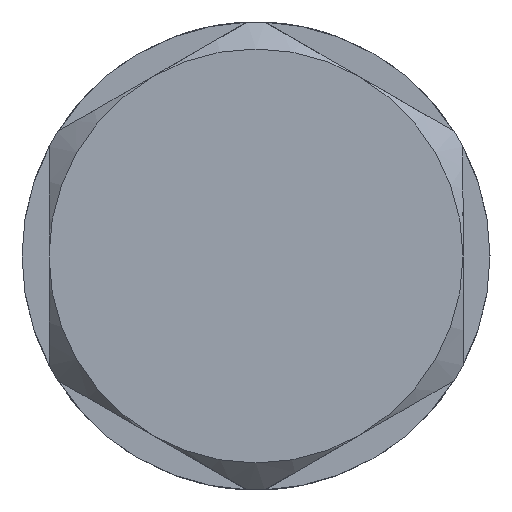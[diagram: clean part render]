
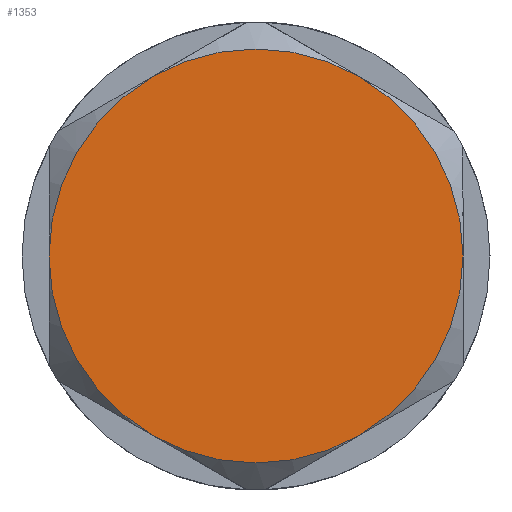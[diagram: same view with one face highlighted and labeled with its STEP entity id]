
A CAD part, left-side view. The second image highlights one B-rep face of the part: STEP entity #1353.
In plain terms, the highlighted face is planar.
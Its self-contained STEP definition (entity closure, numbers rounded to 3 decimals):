
#41 = DIRECTION ( 'NONE',  ( 1., 0., 0. ) ) ;
#71 = ORIENTED_EDGE ( 'NONE', *, *, #85, .T. ) ;
#85 = EDGE_CURVE ( 'NONE', #1016, #3333, #2980, .T. ) ;
#150 = AXIS2_PLACEMENT_3D ( 'NONE', #4796, #2038, #41 ) ;
#161 = CARTESIAN_POINT ( 'NONE',  ( -11.5, 19.919, 9. ) ) ;
#183 = CARTESIAN_POINT ( 'NONE',  ( 0., 0., 9. ) ) ;
#220 = FACE_OUTER_BOUND ( 'NONE', #3961, .T. ) ;
#519 = CARTESIAN_POINT ( 'NONE',  ( 0., 0., 9. ) ) ;
#927 = DIRECTION ( 'NONE',  ( 1., 0., 0. ) ) ;
#960 = CARTESIAN_POINT ( 'NONE',  ( -11.5, -19.919, 9. ) ) ;
#987 = VERTEX_POINT ( 'NONE', #1438 ) ;
#1013 = DIRECTION ( 'NONE',  ( 0., 0., 1. ) ) ;
#1014 = VERTEX_POINT ( 'NONE', #960 ) ;
#1016 = VERTEX_POINT ( 'NONE', #4641 ) ;
#1032 = PLANE ( 'NONE',  #1984 ) ;
#1087 = DIRECTION ( 'NONE',  ( 0., 0., 1. ) ) ;
#1292 = VERTEX_POINT ( 'NONE', #2828 ) ;
#1353 = ADVANCED_FACE ( 'NONE', ( #220 ), #1032, .T. ) ;
#1382 = DIRECTION ( 'NONE',  ( 1., 0., 0. ) ) ;
#1390 = AXIS2_PLACEMENT_3D ( 'NONE', #4580, #3006, #927 ) ;
#1438 = CARTESIAN_POINT ( 'NONE',  ( 11.5, -19.919, 9. ) ) ;
#1812 = ORIENTED_EDGE ( 'NONE', *, *, #3836, .T. ) ;
#1871 = EDGE_CURVE ( 'NONE', #1014, #987, #3597, .T. ) ;
#1910 = VERTEX_POINT ( 'NONE', #2219 ) ;
#1984 = AXIS2_PLACEMENT_3D ( 'NONE', #4686, #1087, #4654 ) ;
#2038 = DIRECTION ( 'NONE',  ( 0., 0., 1. ) ) ;
#2215 = EDGE_CURVE ( 'NONE', #3333, #1292, #2580, .T. ) ;
#2219 = CARTESIAN_POINT ( 'NONE',  ( 23., 0., 9. ) ) ;
#2263 = CARTESIAN_POINT ( 'NONE',  ( 0., 0., 9. ) ) ;
#2580 = CIRCLE ( 'NONE', #4673, 23. ) ;
#2634 = DIRECTION ( 'NONE',  ( 1., 0., 0. ) ) ;
#2828 = CARTESIAN_POINT ( 'NONE',  ( -23., 0., 9. ) ) ;
#2907 = DIRECTION ( 'NONE',  ( 0., 0., 1. ) ) ;
#2942 = ORIENTED_EDGE ( 'NONE', *, *, #4701, .T. ) ;
#2955 = ORIENTED_EDGE ( 'NONE', *, *, #3622, .T. ) ;
#2980 = CIRCLE ( 'NONE', #1390, 23. ) ;
#3006 = DIRECTION ( 'NONE',  ( 0., 0., 1. ) ) ;
#3008 = CIRCLE ( 'NONE', #3440, 23. ) ;
#3169 = AXIS2_PLACEMENT_3D ( 'NONE', #5116, #1013, #2634 ) ;
#3333 = VERTEX_POINT ( 'NONE', #161 ) ;
#3392 = DIRECTION ( 'NONE',  ( 0., 0., 1. ) ) ;
#3440 = AXIS2_PLACEMENT_3D ( 'NONE', #519, #2907, #4859 ) ;
#3536 = DIRECTION ( 'NONE',  ( 1., 0., 0. ) ) ;
#3597 = CIRCLE ( 'NONE', #3683, 23. ) ;
#3622 = EDGE_CURVE ( 'NONE', #1292, #1014, #3841, .T. ) ;
#3665 = ORIENTED_EDGE ( 'NONE', *, *, #2215, .T. ) ;
#3683 = AXIS2_PLACEMENT_3D ( 'NONE', #183, #3392, #1382 ) ;
#3719 = ORIENTED_EDGE ( 'NONE', *, *, #1871, .T. ) ;
#3836 = EDGE_CURVE ( 'NONE', #987, #1910, #5019, .T. ) ;
#3841 = CIRCLE ( 'NONE', #3169, 23. ) ;
#3961 = EDGE_LOOP ( 'NONE', ( #1812, #2942, #71, #3665, #2955, #3719 ) ) ;
#4580 = CARTESIAN_POINT ( 'NONE',  ( 0., 0., 9. ) ) ;
#4641 = CARTESIAN_POINT ( 'NONE',  ( 11.5, 19.919, 9. ) ) ;
#4654 = DIRECTION ( 'NONE',  ( 1., 0., 0. ) ) ;
#4673 = AXIS2_PLACEMENT_3D ( 'NONE', #2263, #5110, #3536 ) ;
#4686 = CARTESIAN_POINT ( 'NONE',  ( 0., 0., 9. ) ) ;
#4701 = EDGE_CURVE ( 'NONE', #1910, #1016, #3008, .T. ) ;
#4796 = CARTESIAN_POINT ( 'NONE',  ( 0., 0., 9. ) ) ;
#4859 = DIRECTION ( 'NONE',  ( 1., 0., 0. ) ) ;
#5019 = CIRCLE ( 'NONE', #150, 23. ) ;
#5110 = DIRECTION ( 'NONE',  ( 0., 0., 1. ) ) ;
#5116 = CARTESIAN_POINT ( 'NONE',  ( 0., 0., 9. ) ) ;
